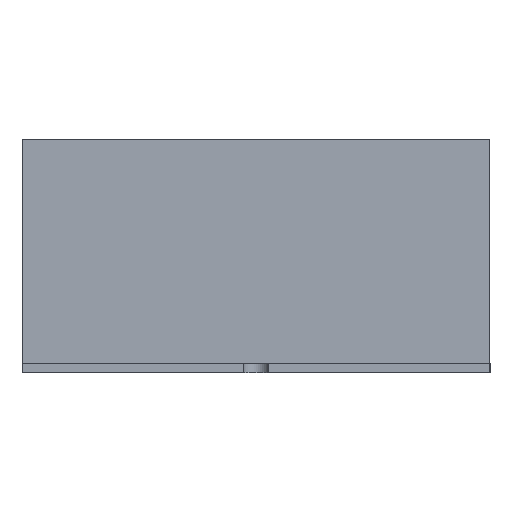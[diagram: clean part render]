
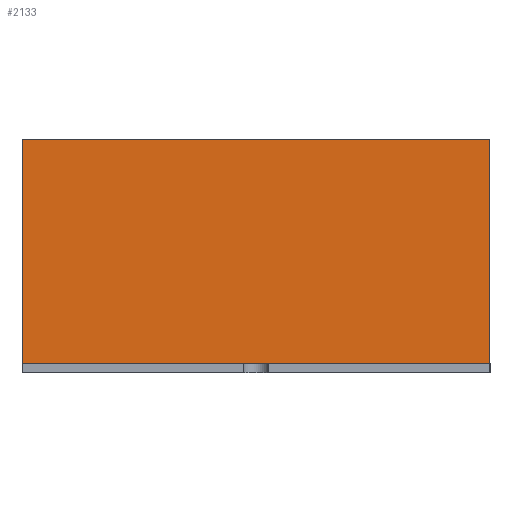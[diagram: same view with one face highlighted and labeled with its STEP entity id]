
A CAD part, left-side view. The second image highlights one B-rep face of the part: STEP entity #2133.
In plain terms, the highlighted planar face has unit normal (-1, 0, 0).
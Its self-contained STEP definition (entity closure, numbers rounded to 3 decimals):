
#400 = VERTEX_POINT ( 'NONE', #806 ) ;
#423 = CARTESIAN_POINT ( 'NONE',  ( 129.5, 35., 0. ) ) ;
#439 = EDGE_CURVE ( 'NONE', #400, #2097, #1113, .T. ) ;
#452 = VECTOR ( 'NONE', #1286, 1000. ) ;
#584 = CARTESIAN_POINT ( 'NONE',  ( 129.5, 135., 44. ) ) ;
#607 = EDGE_LOOP ( 'NONE', ( #1489, #1792, #715, #1234 ) ) ;
#715 = ORIENTED_EDGE ( 'NONE', *, *, #866, .F. ) ;
#806 = CARTESIAN_POINT ( 'NONE',  ( 129.5, 35., 44. ) ) ;
#866 = EDGE_CURVE ( 'NONE', #400, #2017, #2096, .T. ) ;
#901 = PLANE ( 'NONE',  #2888 ) ;
#1108 = VERTEX_POINT ( 'NONE', #1193 ) ;
#1113 = LINE ( 'NONE', #2067, #452 ) ;
#1193 = CARTESIAN_POINT ( 'NONE',  ( 129.5, 135., -4. ) ) ;
#1199 = LINE ( 'NONE', #1694, #2835 ) ;
#1234 = ORIENTED_EDGE ( 'NONE', *, *, #439, .T. ) ;
#1286 = DIRECTION ( 'NONE',  ( 0., 1., 0. ) ) ;
#1427 = DIRECTION ( 'NONE',  ( 0., 0., 1. ) ) ;
#1489 = ORIENTED_EDGE ( 'NONE', *, *, #2309, .F. ) ;
#1585 = LINE ( 'NONE', #1842, #3144 ) ;
#1602 = DIRECTION ( 'NONE',  ( 0., -1., 0. ) ) ;
#1694 = CARTESIAN_POINT ( 'NONE',  ( 129.5, 135., 0. ) ) ;
#1792 = ORIENTED_EDGE ( 'NONE', *, *, #2548, .T. ) ;
#1842 = CARTESIAN_POINT ( 'NONE',  ( 129.5, 85., -4. ) ) ;
#2017 = VERTEX_POINT ( 'NONE', #2953 ) ;
#2067 = CARTESIAN_POINT ( 'NONE',  ( 129.5, 85., 44. ) ) ;
#2094 = CARTESIAN_POINT ( 'NONE',  ( 129.5, 85., 0. ) ) ;
#2096 = LINE ( 'NONE', #423, #2527 ) ;
#2097 = VERTEX_POINT ( 'NONE', #584 ) ;
#2133 = ADVANCED_FACE ( 'NONE', ( #2142 ), #901, .T. ) ;
#2142 = FACE_OUTER_BOUND ( 'NONE', #607, .T. ) ;
#2159 = DIRECTION ( 'NONE',  ( -1., 0., 0. ) ) ;
#2309 = EDGE_CURVE ( 'NONE', #1108, #2097, #1199, .T. ) ;
#2527 = VECTOR ( 'NONE', #2822, 1000. ) ;
#2548 = EDGE_CURVE ( 'NONE', #1108, #2017, #1585, .T. ) ;
#2822 = DIRECTION ( 'NONE',  ( 0., 0., -1. ) ) ;
#2835 = VECTOR ( 'NONE', #2873, 1000. ) ;
#2873 = DIRECTION ( 'NONE',  ( 0., 0., 1. ) ) ;
#2888 = AXIS2_PLACEMENT_3D ( 'NONE', #2094, #2159, #1427 ) ;
#2953 = CARTESIAN_POINT ( 'NONE',  ( 129.5, 35., -4. ) ) ;
#3144 = VECTOR ( 'NONE', #1602, 1000. ) ;
